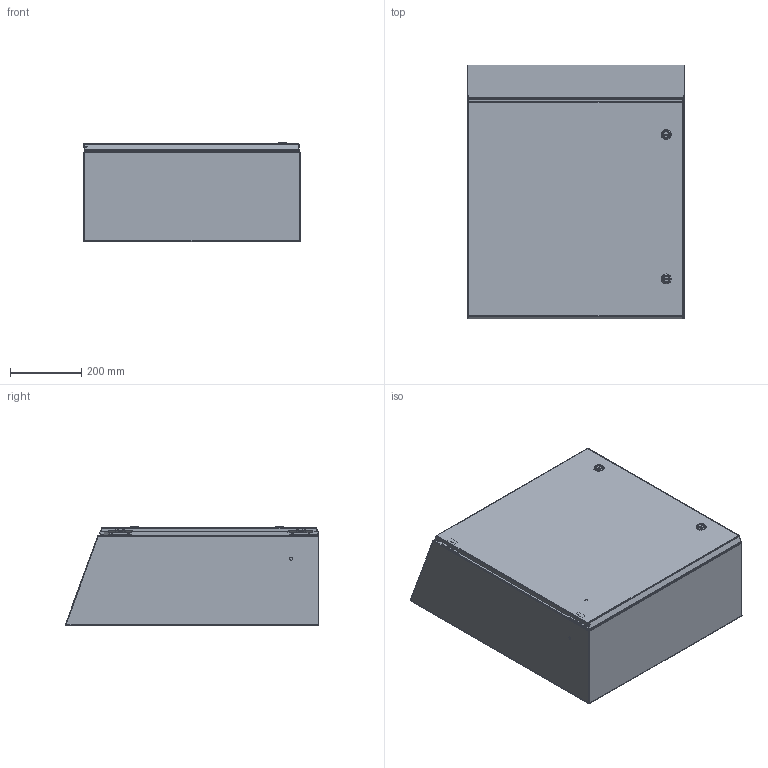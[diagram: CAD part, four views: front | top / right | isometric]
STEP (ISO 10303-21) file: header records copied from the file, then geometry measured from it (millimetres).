
FILE_DESCRIPTION(/* description */ ('N412,SD,ULTIMATE,SLOPE TOP, BACK & 3 SIDES, 24X24X10'),/* implementation_level */ '2;1');
FILE_NAME(/* name */ 'N412242410CST.stp',/* time_stamp */ '2015-06-10T11:33:04-05:00',/* author */ ('jwafer'),/* organization */ (''),/* preprocessor_version */ 'ST-DEVELOPER v15.2',/* originating_system */ 'Autodesk Inventor 2014',/* authorisation */ '');
FILE_SCHEMA (('AUTOMOTIVE_DESIGN { 1 0 10303 214 3 1 1 }'));
Length unit declared in the file: inch
Products named in the file (22): N412242410CSTB3S; HFW3161; 17376 PIN; 17380 SCREW; 17723 BOX LEAF; 17723-UTI BRACKET; 17910 SEALING WASHER; HFW328176; HFW328175; 388150; N4122410CSTTOP; 38846; N4122424CSTLID; 1000-u155_asm; 1000-14_prt; 1000-24_prt; 1000-318; 1000-03; 1000-277-01; 1000-u142_asm; 35124; N412_CST-assm
Bounding box: 609.6 x 714.26 x 280.52 mm (x, y, z)
Volume: 3003929.3 mm3; surface area: 3230765.6 mm2
Topology: 40 solids, 48 shells, 1934 faces, 4712 edges, 2886 vertices
Faces by surface type: plane 775, cylinder 694, cone 209, bspline 188, torus 60, sphere 8
Full cylindrical faces by diameter (mm): 2.362 x4, 3.175 x3, 3.317 x68, 3.861 x4, 3.962 x3, 4.166 x68, 4.25 x4, 4.366 x4, 4.572 x6, 4.762 x4, 5 x2, 6 x2, 6.35 x10, 6.502 x4, 6.985 x4, 7.62 x4, 8.128 x4, 8.56 x2, 9.144 x4, 9.9 x2, 10 x4, 10.2 x2, 11.05 x2, 11.112 x4, 12.8 x2, 13.5 x2, 14.3 x4, 15.2 x2, 15.8 x2, 16.1 x4
Entity records: 36522 total; most frequent: CARTESIAN_POINT 13716, DIRECTION 4402, ORIENTED_EDGE 4374, EDGE_CURVE 2188, AXIS2_PLACEMENT_3D 1592, VERTEX_POINT 1411, LINE 1218, VECTOR 1218
